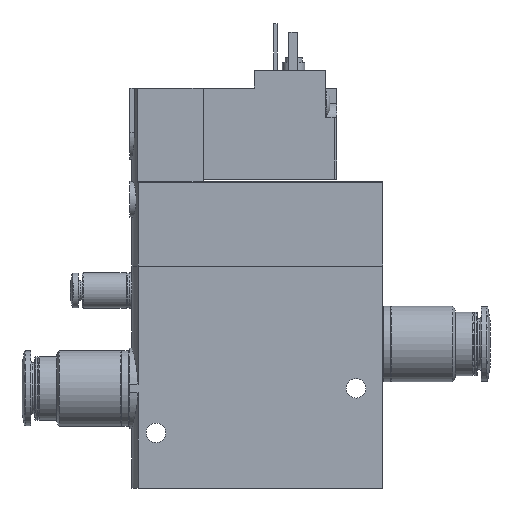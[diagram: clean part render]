
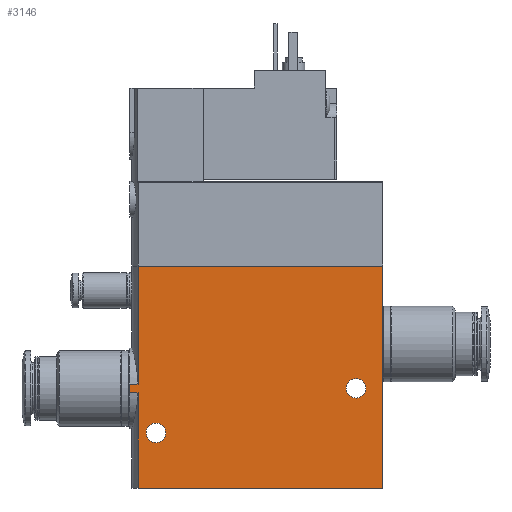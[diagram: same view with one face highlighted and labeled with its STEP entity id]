
A CAD part, left-side view. The second image highlights one B-rep face of the part: STEP entity #3146.
In plain terms, the highlighted face is planar.
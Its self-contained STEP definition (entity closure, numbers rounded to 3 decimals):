
#227=LINE('',#5304,#443);
#230=LINE('',#5313,#446);
#231=LINE('',#5326,#447);
#233=LINE('',#5344,#449);
#235=LINE('',#5349,#451);
#238=LINE('',#5371,#454);
#241=LINE('',#5384,#457);
#242=LINE('',#5385,#458);
#443=VECTOR('',#4337,1000.);
#446=VECTOR('',#4344,1000.);
#447=VECTOR('',#4347,1000.);
#449=VECTOR('',#4353,1000.);
#451=VECTOR('',#4359,1000.);
#454=VECTOR('',#4368,1000.);
#457=VECTOR('',#4383,1000.);
#458=VECTOR('',#4384,1000.);
#695=ORIENTED_EDGE('',*,*,#1549,.T.);
#696=ORIENTED_EDGE('',*,*,#1550,.T.);
#697=ORIENTED_EDGE('',*,*,#1531,.T.);
#698=ORIENTED_EDGE('',*,*,#1544,.F.);
#699=ORIENTED_EDGE('',*,*,#1551,.F.);
#700=ORIENTED_EDGE('',*,*,#1525,.T.);
#701=ORIENTED_EDGE('',*,*,#1552,.T.);
#702=ORIENTED_EDGE('',*,*,#1538,.F.);
#703=ORIENTED_EDGE('',*,*,#1529,.T.);
#704=ORIENTED_EDGE('',*,*,#1535,.T.);
#1525=EDGE_CURVE('',#1958,#1957,#227,.T.);
#1529=EDGE_CURVE('',#1962,#1961,#230,.F.);
#1531=EDGE_CURVE('',#1963,#1964,#231,.T.);
#1535=EDGE_CURVE('',#1961,#1963,#233,.T.);
#1538=EDGE_CURVE('',#1962,#1968,#235,.T.);
#1544=EDGE_CURVE('',#1972,#1964,#238,.T.);
#1549=EDGE_CURVE('',#1975,#1975,#2273,.T.);
#1550=EDGE_CURVE('',#1976,#1976,#2274,.T.);
#1551=EDGE_CURVE('',#1958,#1972,#241,.T.);
#1552=EDGE_CURVE('',#1957,#1968,#242,.T.);
#1957=VERTEX_POINT('',#5303);
#1958=VERTEX_POINT('',#5305);
#1961=VERTEX_POINT('',#5312);
#1962=VERTEX_POINT('',#5314);
#1963=VERTEX_POINT('',#5327);
#1964=VERTEX_POINT('',#5328);
#1968=VERTEX_POINT('',#5350);
#1972=VERTEX_POINT('',#5370);
#1975=VERTEX_POINT('',#5381);
#1976=VERTEX_POINT('',#5383);
#2273=CIRCLE('',#3970,2.2);
#2274=CIRCLE('',#3971,2.2);
#2428=EDGE_LOOP('',(#695));
#2429=EDGE_LOOP('',(#696));
#2430=EDGE_LOOP('',(#697,#698,#699,#700,#701,#702,#703,#704));
#2739=FACE_BOUND('',#2428,.T.);
#2740=FACE_BOUND('',#2429,.T.);
#2741=FACE_BOUND('',#2430,.T.);
#3040=PLANE('',#3969);
#3146=ADVANCED_FACE('',(#2739,#2740,#2741),#3040,.F.);
#3969=AXIS2_PLACEMENT_3D('',#5379,#4377,#4378);
#3970=AXIS2_PLACEMENT_3D('',#5380,#4379,#4380);
#3971=AXIS2_PLACEMENT_3D('',#5382,#4381,#4382);
#4337=DIRECTION('',(-1.,0.,0.));
#4344=DIRECTION('',(0.,-1.,0.));
#4347=DIRECTION('',(0.,-1.,0.));
#4353=DIRECTION('',(1.,0.,0.));
#4359=DIRECTION('',(-1.,0.,0.));
#4368=DIRECTION('',(-1.,0.,0.));
#4377=DIRECTION('',(0.,0.,1.));
#4378=DIRECTION('',(1.,0.,0.));
#4379=DIRECTION('',(0.,0.,1.));
#4380=DIRECTION('',(1.,0.,0.));
#4381=DIRECTION('',(0.,0.,1.));
#4382=DIRECTION('',(1.,0.,0.));
#4383=DIRECTION('',(0.,1.,0.));
#4384=DIRECTION('',(0.,1.,0.));
#5303=CARTESIAN_POINT('',(0.,0.,-9.));
#5304=CARTESIAN_POINT('',(50.,0.,-9.));
#5305=CARTESIAN_POINT('',(50.,0.,-9.));
#5312=CARTESIAN_POINT('',(26.55,57.,-9.));
#5313=CARTESIAN_POINT('',(26.55,0.,-9.));
#5314=CARTESIAN_POINT('',(26.55,55.018,-9.));
#5326=CARTESIAN_POINT('',(28.45,0.,-9.));
#5327=CARTESIAN_POINT('',(28.45,57.,-9.));
#5328=CARTESIAN_POINT('',(28.45,55.018,-9.));
#5344=CARTESIAN_POINT('',(27.5,57.,-9.));
#5349=CARTESIAN_POINT('',(50.,55.018,-9.));
#5350=CARTESIAN_POINT('',(0.,55.018,-9.));
#5370=CARTESIAN_POINT('',(50.,55.018,-9.));
#5371=CARTESIAN_POINT('',(50.,55.018,-9.));
#5379=CARTESIAN_POINT('',(50.,0.,-9.));
#5380=CARTESIAN_POINT('',(27.5,6.,-9.));
#5381=CARTESIAN_POINT('',(29.7,6.,-9.));
#5382=CARTESIAN_POINT('',(37.5,51.,-9.));
#5383=CARTESIAN_POINT('',(39.7,51.,-9.));
#5384=CARTESIAN_POINT('',(50.,0.,-9.));
#5385=CARTESIAN_POINT('',(0.,0.,-9.));
